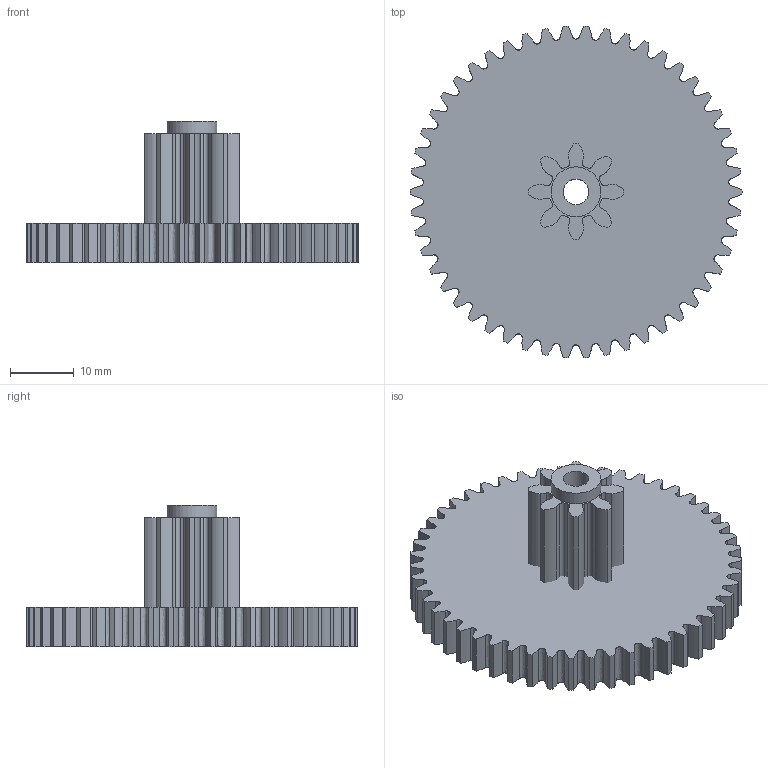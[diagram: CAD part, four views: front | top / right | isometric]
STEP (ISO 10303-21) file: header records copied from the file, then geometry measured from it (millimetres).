
FILE_DESCRIPTION(/* description */ (''),/* implementation_level */ '2;1');
FILE_NAME(/* name */ 'PIGNON 4X4 NINO v2.step',/* time_stamp */ '2024-09-05T18:27:03+02:00',/* author */ (''),/* organization */ (''),/* preprocessor_version */ 'ST-DEVELOPER v20',/* originating_system */ 'Autodesk Translation Framework v13.14.0.145',/* authorisation */ '');
FILE_SCHEMA (('AUTOMOTIVE_DESIGN { 1 0 10303 214 3 1 1 }'));
Products named in the file (3): PIGNON 4X4 NINO; Spur Gear (50 teeth); Spur Gear (8 teeth)
Assembly tree (2 placements, depth 2):
  PIGNON 4X4 NINO
    Spur Gear (50 teeth)
    Spur Gear (8 teeth)
Bounding box: 52 x 51.94 x 22.2 mm (x, y, z)
Volume: 12026.5 mm3; surface area: 7941.3 mm2
Topology: 2 solids, 2 shells, 278 faces, 810 edges, 540 vertices
Faces by surface type: bspline 166, cylinder 88, plane 24
Full cylindrical faces by diameter (mm): 4 x2, 7.7 x2, 7.8 x1, 39 x1
Entity records: 39943 total; most frequent: CARTESIAN_POINT 34007, ORIENTED_EDGE 1620, EDGE_CURVE 810, DIRECTION 788, VERTEX_POINT 540, AXIS2_PLACEMENT_3D 293, EDGE_LOOP 286, FACE_OUTER_BOUND 278
